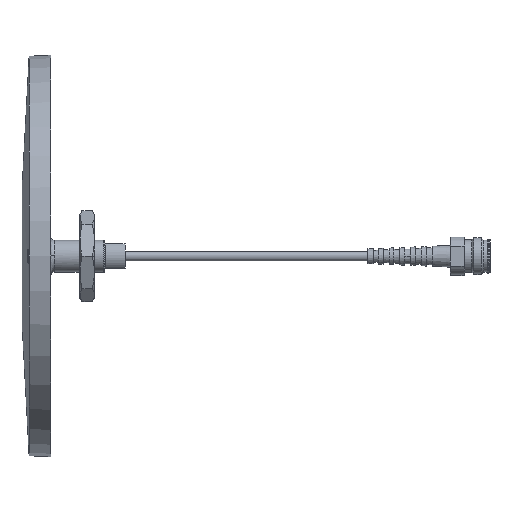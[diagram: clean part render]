
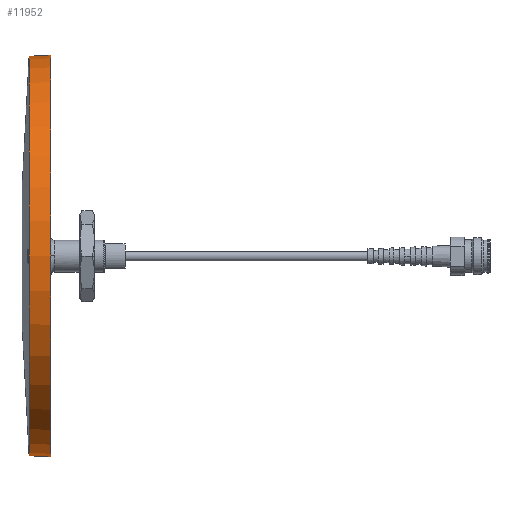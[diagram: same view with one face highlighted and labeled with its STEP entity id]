
A CAD part, left-side view. The second image highlights one B-rep face of the part: STEP entity #11952.
In plain terms, the highlighted conical face has half-angle 2.5 degrees and reference radius 110 mm.
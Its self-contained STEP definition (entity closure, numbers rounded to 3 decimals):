
#1617 = CARTESIAN_POINT ( 'NONE',  ( 0., -0.2, -109.85 ) ) ;
#1652 = FACE_OUTER_BOUND ( 'NONE', #21779, .T. ) ;
#2646 = DIRECTION ( 'NONE',  ( 0., -0.999, 0.044 ) ) ;
#3472 = LINE ( 'NONE', #23555, #5322 ) ;
#5322 = VECTOR ( 'NONE', #14175, 1000. ) ;
#7062 = AXIS2_PLACEMENT_3D ( 'NONE', #28554, #26355, #15481 ) ;
#7169 = VECTOR ( 'NONE', #2646, 1000. ) ;
#9020 = CIRCLE ( 'NONE', #13295, 110. ) ;
#9386 = AXIS2_PLACEMENT_3D ( 'NONE', #21057, #26123, #16900 ) ;
#9955 = EDGE_CURVE ( 'NONE', #18212, #27076, #13171, .T. ) ;
#11175 = ORIENTED_EDGE ( 'NONE', *, *, #26993, .T. ) ;
#11252 = ORIENTED_EDGE ( 'NONE', *, *, #9955, .T. ) ;
#11860 = CARTESIAN_POINT ( 'NONE',  ( 0., -0.2, 110.15 ) ) ;
#11952 = ADVANCED_FACE ( 'NONE', ( #1652 ), #14658, .F. ) ;
#13171 = CIRCLE ( 'NONE', #9386, 109.476 ) ;
#13295 = AXIS2_PLACEMENT_3D ( 'NONE', #22741, #27775, #16340 ) ;
#13564 = VERTEX_POINT ( 'NONE', #18771 ) ;
#14175 = DIRECTION ( 'NONE',  ( 0., -0.999, -0.044 ) ) ;
#14658 = CONICAL_SURFACE ( 'NONE', #7062, 110., 0.044 ) ;
#15481 = DIRECTION ( 'NONE',  ( 0., 0., -1. ) ) ;
#15584 = EDGE_CURVE ( 'NONE', #26679, #13564, #9020, .T. ) ;
#16340 = DIRECTION ( 'NONE',  ( 0., 0., -1. ) ) ;
#16900 = DIRECTION ( 'NONE',  ( 0., 0., -1. ) ) ;
#18212 = VERTEX_POINT ( 'NONE', #24256 ) ;
#18771 = CARTESIAN_POINT ( 'NONE',  ( 0., -0.2, 110.15 ) ) ;
#21057 = CARTESIAN_POINT ( 'NONE',  ( 0., 11.8, 0.15 ) ) ;
#21779 = EDGE_LOOP ( 'NONE', ( #11252, #11175, #27664, #24477 ) ) ;
#22741 = CARTESIAN_POINT ( 'NONE',  ( 0., -0.2, 0.15 ) ) ;
#23555 = CARTESIAN_POINT ( 'NONE',  ( 0., -0.2, -109.85 ) ) ;
#24256 = CARTESIAN_POINT ( 'NONE',  ( 0., 11.8, -109.326 ) ) ;
#24477 = ORIENTED_EDGE ( 'NONE', *, *, #29177, .F. ) ;
#26123 = DIRECTION ( 'NONE',  ( 0., 1., 0. ) ) ;
#26355 = DIRECTION ( 'NONE',  ( 0., -1., 0. ) ) ;
#26679 = VERTEX_POINT ( 'NONE', #1617 ) ;
#26993 = EDGE_CURVE ( 'NONE', #27076, #13564, #27899, .T. ) ;
#27076 = VERTEX_POINT ( 'NONE', #28932 ) ;
#27664 = ORIENTED_EDGE ( 'NONE', *, *, #15584, .F. ) ;
#27775 = DIRECTION ( 'NONE',  ( 0., 1., 0. ) ) ;
#27899 = LINE ( 'NONE', #11860, #7169 ) ;
#28554 = CARTESIAN_POINT ( 'NONE',  ( 0., -0.2, 0.15 ) ) ;
#28932 = CARTESIAN_POINT ( 'NONE',  ( 0., 11.8, 109.626 ) ) ;
#29177 = EDGE_CURVE ( 'NONE', #18212, #26679, #3472, .T. ) ;
